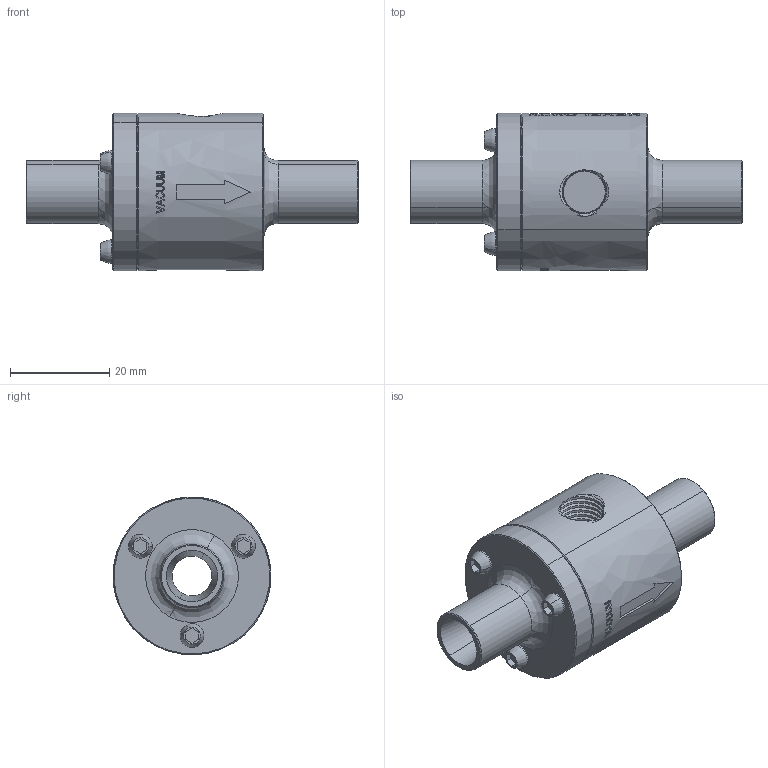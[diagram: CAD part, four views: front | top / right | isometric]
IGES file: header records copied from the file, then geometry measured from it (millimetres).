
Start section: START RECORD GO HERE.
Global section: file name: Outline_SS.igs; native system: DASSAULT SYSTEMES CATIA V5 R20 - www.3ds.com; preprocessor: CATIA Version 5 Release 20 ; author: DESIGNENG; organization: DESIGNENG; date: 20160509.142524; units: millimetre
Bounding box: 66.85 x 31.75 x 31.75 mm (x, y, z)
Volume: 24259 mm3; surface area: 9379.6 mm2
Topology: 1 solids, 4 shells, 1007 faces, 2678 edges, 1721 vertices
Faces by surface type: bspline 332, plane 270, revolution 242, extrusion 163
